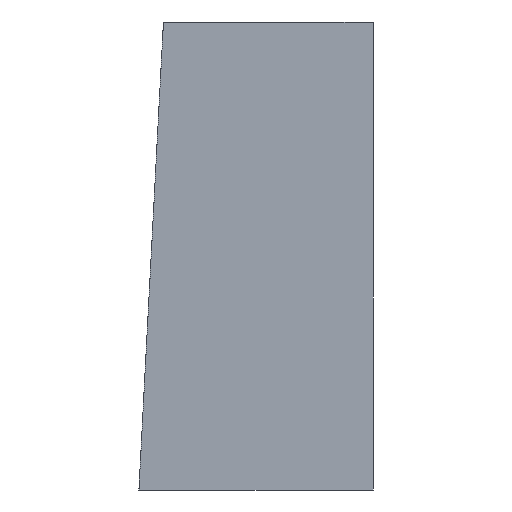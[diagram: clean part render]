
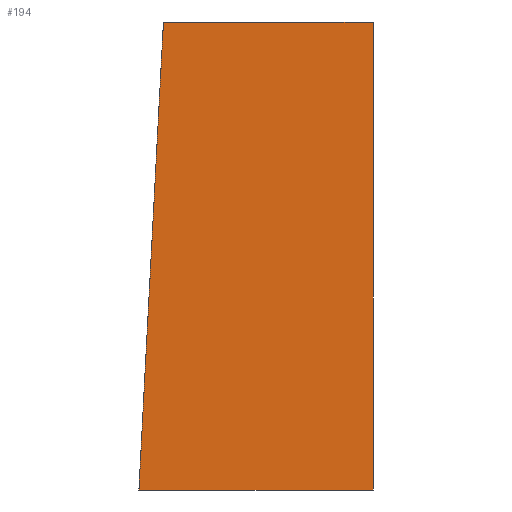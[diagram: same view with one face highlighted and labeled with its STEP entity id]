
A CAD part, left-side view. The second image highlights one B-rep face of the part: STEP entity #194.
In plain terms, the highlighted planar face has unit normal (-1, 0, 0).
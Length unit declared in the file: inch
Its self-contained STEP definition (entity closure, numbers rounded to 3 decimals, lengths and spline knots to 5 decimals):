
#22 = EDGE_CURVE ( 'NONE', #217, #326, #142, .T. ) ;
#28 = AXIS2_PLACEMENT_3D ( 'NONE', #282, #296, #261 ) ;
#31 = EDGE_CURVE ( 'NONE', #217, #329, #124, .T. ) ;
#50 = EDGE_CURVE ( 'NONE', #326, #321, #115, .T. ) ;
#54 = EDGE_CURVE ( 'NONE', #329, #321, #95, .T. ) ;
#57 = ORIENTED_EDGE ( 'NONE', *, *, #31, .F. ) ;
#65 = ORIENTED_EDGE ( 'NONE', *, *, #54, .F. ) ;
#94 = VECTOR ( 'NONE', #319, 39.37008 ) ;
#95 = LINE ( 'NONE', #206, #94 ) ;
#99 = FACE_OUTER_BOUND ( 'NONE', #158, .T. ) ;
#103 = VECTOR ( 'NONE', #287, 39.37008 ) ;
#114 = ORIENTED_EDGE ( 'NONE', *, *, #50, .T. ) ;
#115 = LINE ( 'NONE', #251, #103 ) ;
#120 = VECTOR ( 'NONE', #346, 39.37008 ) ;
#124 = LINE ( 'NONE', #241, #120 ) ;
#134 = VECTOR ( 'NONE', #250, 39.37008 ) ;
#136 = ORIENTED_EDGE ( 'NONE', *, *, #22, .T. ) ;
#142 = LINE ( 'NONE', #307, #134 ) ;
#158 = EDGE_LOOP ( 'NONE', ( #57, #136, #114, #65 ) ) ;
#194 = ADVANCED_FACE ( 'NONE', ( #99 ), #337, .T. ) ;
#206 = CARTESIAN_POINT ( 'NONE',  ( -0.35433, 0., 0. ) ) ;
#207 = CARTESIAN_POINT ( 'NONE',  ( -0.35433, 0.197, -0.3937 ) ) ;
#217 = VERTEX_POINT ( 'NONE', #207 ) ;
#241 = CARTESIAN_POINT ( 'NONE',  ( -0.35433, 0.19646, -0.3834 ) ) ;
#250 = DIRECTION ( 'NONE',  ( 0., -1., 0. ) ) ;
#251 = CARTESIAN_POINT ( 'NONE',  ( -0.35433, 0., -0.3937 ) ) ;
#261 = DIRECTION ( 'NONE',  ( 0., 0., 1. ) ) ;
#262 = CARTESIAN_POINT ( 'NONE',  ( -0.35433, 0., -0.3937 ) ) ;
#282 = CARTESIAN_POINT ( 'NONE',  ( -0.35433, 0., -0.3937 ) ) ;
#287 = DIRECTION ( 'NONE',  ( 0., 0., 1. ) ) ;
#296 = DIRECTION ( 'NONE',  ( -1., 0., 0. ) ) ;
#307 = CARTESIAN_POINT ( 'NONE',  ( -0.35433, 0., -0.3937 ) ) ;
#319 = DIRECTION ( 'NONE',  ( 0., -1., 0. ) ) ;
#321 = VERTEX_POINT ( 'NONE', #325 ) ;
#325 = CARTESIAN_POINT ( 'NONE',  ( -0.35433, 0., 0. ) ) ;
#326 = VERTEX_POINT ( 'NONE', #262 ) ;
#329 = VERTEX_POINT ( 'NONE', #356 ) ;
#337 = PLANE ( 'NONE',  #28 ) ;
#346 = DIRECTION ( 'NONE',  ( 0., -0.052, 0.999 ) ) ;
#356 = CARTESIAN_POINT ( 'NONE',  ( -0.35433, 0.17637, 0. ) ) ;
